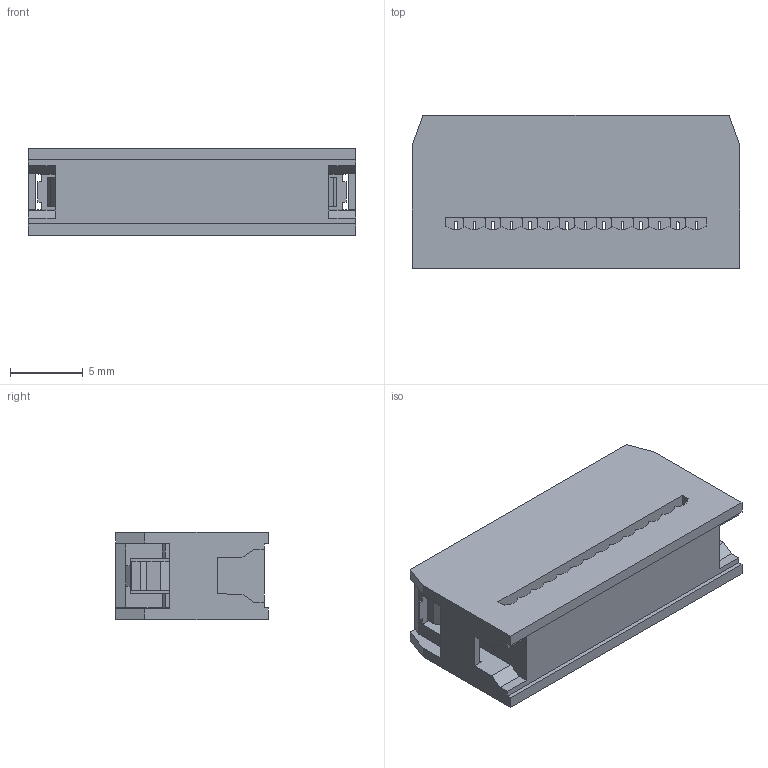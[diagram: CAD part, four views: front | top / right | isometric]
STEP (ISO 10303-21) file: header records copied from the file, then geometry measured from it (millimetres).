
FILE_DESCRIPTION( ('This file contains a STEP AP42 implementation' ,'as created by ZW3D STEP Interface translator.') ,'2;1' );
FILE_NAME( '5211-XXDBXXBN03.stp' ,'24 1 2.133956', (''), ('ZWCAD Software Co.'), 'Version 1.0', 'ZW3D to STEP translator', '' );
FILE_SCHEMA(('AUTOMOTIVE_DESIGN { 1 0 10303 214 1 1 1 1 }'));
Length unit declared in the file: millimetre
Products named in the file (2): 0; 5211-14DBS3BN03
Bounding box: 22.48 x 10.5 x 6.02 mm (x, y, z)
Volume: 1071.7 mm3; surface area: 2201.9 mm2
Topology: 1 solids, 1 shells, 1311 faces, 4041 edges, 2704 vertices
Faces by surface type: plane 763, cylinder 492, bspline 56
Entity records: 48604 total; most frequent: CARTESIAN_POINT 10003, ORIENTED_EDGE 8124, DIRECTION 7750, EDGE_CURVE 4041, VERTEX_POINT 2704, VECTOR 2676, LINE 2676, AXIS2_PLACEMENT_3D 2537
